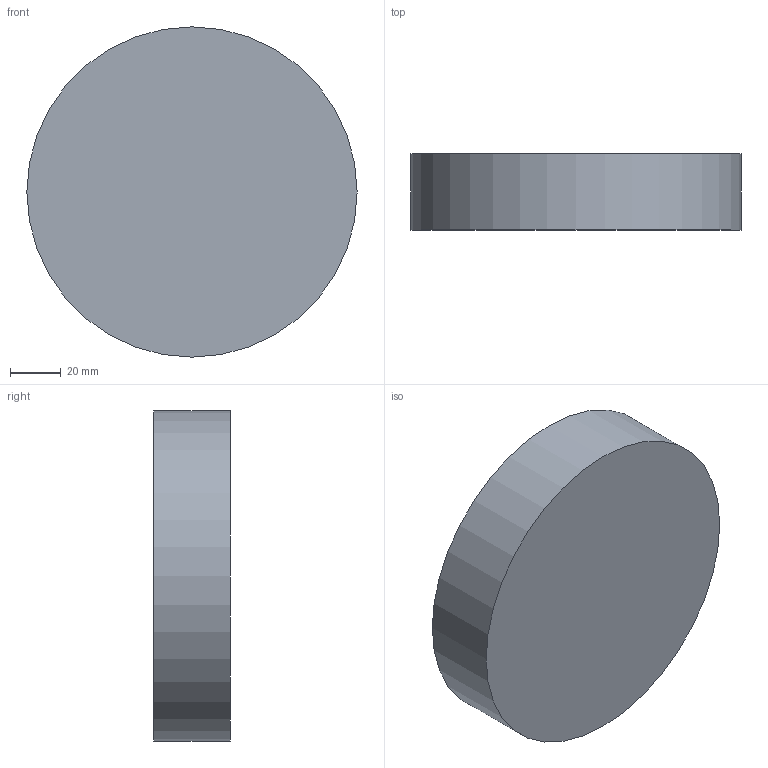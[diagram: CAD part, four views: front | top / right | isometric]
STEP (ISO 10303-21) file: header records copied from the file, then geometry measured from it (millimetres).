
FILE_DESCRIPTION(/* description */ (''),/* implementation_level */ '2;1');
FILE_NAME(/* name */ 'tire out130 in 22 5mm inward.stp',/* time_stamp */ '2022-12-01T00:40:55+09:00',/* author */ ('ellie'),/* organization */ (''),/* preprocessor_version */ 'ST-DEVELOPER v19',/* originating_system */ 'Autodesk Inventor 2023',/* authorisation */ '');
FILE_SCHEMA (('AUTOMOTIVE_DESIGN { 1 0 10303 214 3 1 1 }'));
Length unit declared in the file: millimetre
Products named in the file (1): tire out130 in 22 5mm inward
Bounding box: 130 x 30 x 130 mm (x, y, z)
Volume: 126459.3 mm3; surface area: 51242.5 mm2
Topology: 1 solids, 1 shells, 11 faces, 15 edges, 10 vertices
Faces by surface type: plane 6, cylinder 5
Full cylindrical faces by diameter (mm): 5 x1, 22 x1, 32 x1, 120 x1, 130 x1
Entity records: 282 total; most frequent: DIRECTION 49, CARTESIAN_POINT 37, ORIENTED_EDGE 30, AXIS2_PLACEMENT_3D 22, EDGE_LOOP 15, EDGE_CURVE 15, FACE_OUTER_BOUND 11, ADVANCED_FACE 11
